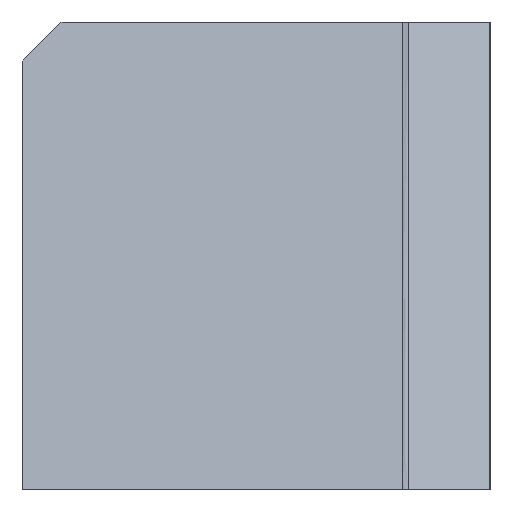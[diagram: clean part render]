
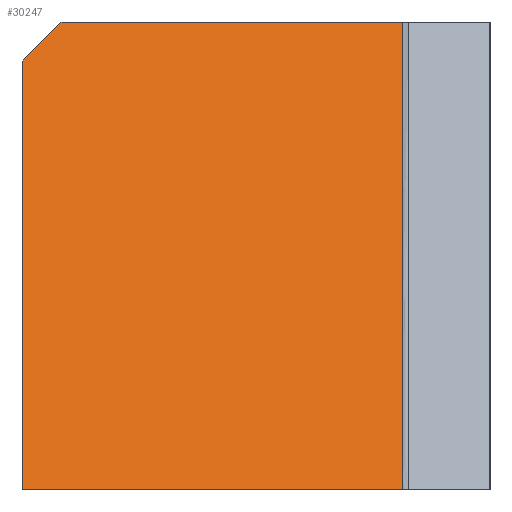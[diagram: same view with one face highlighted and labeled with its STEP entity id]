
A CAD part, left-side view. The second image highlights one B-rep face of the part: STEP entity #30247.
In plain terms, the highlighted planar face has unit normal (-0.943, 0, 0.334).
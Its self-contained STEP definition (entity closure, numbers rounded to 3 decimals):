
#32=CARTESIAN_POINT('',(-0.709,0.,-2.));
#33=VERTEX_POINT('',#32);
#34=CARTESIAN_POINT('',(-0.,-2.,0.));
#35=VERTEX_POINT('',#34);
#36=CARTESIAN_POINT('',(-0.709,0.,-2.));
#37=DIRECTION('',(0.243,-0.686,0.686));
#38=VECTOR('',#37,2.916);
#39=LINE('',#36,#38);
#40=EDGE_CURVE('',#33,#35,#39,.T.);
#81=CARTESIAN_POINT('',(-8.512,0.,-24.));
#82=VERTEX_POINT('',#81);
#89=CARTESIAN_POINT('',(-0.709,0.,-2.));
#90=DIRECTION('',(-0.334,0.,-0.942));
#91=VECTOR('',#90,23.343);
#92=LINE('',#89,#91);
#93=EDGE_CURVE('',#33,#82,#92,.T.);
#30005=CARTESIAN_POINT('',(-0.,-19.5,-0.));
#30006=VERTEX_POINT('',#30005);
#30015=CARTESIAN_POINT('',(-8.512,-19.5,-24.));
#30016=VERTEX_POINT('',#30015);
#30017=CARTESIAN_POINT('',(-0.,-19.5,0.));
#30018=DIRECTION('',(-0.334,0.,-0.942));
#30019=VECTOR('',#30018,25.465);
#30020=LINE('',#30017,#30019);
#30021=EDGE_CURVE('',#30006,#30016,#30020,.T.);
#30225=CARTESIAN_POINT('',(-0.,-19.5,0.));
#30226=DIRECTION('',(-0.942,0.,0.334));
#30227=DIRECTION('',(0.,1.,-0.));
#30228=AXIS2_PLACEMENT_3D('',#30225,#30226,#30227);
#30229=PLANE('',#30228);
#30230=ORIENTED_EDGE('',*,*,#40,.F.);
#30231=ORIENTED_EDGE('',*,*,#93,.T.);
#30232=CARTESIAN_POINT('',(-8.512,-19.5,-24.));
#30233=DIRECTION('',(0.,1.,0.));
#30234=VECTOR('',#30233,19.5);
#30235=LINE('',#30232,#30234);
#30236=EDGE_CURVE('',#30016,#82,#30235,.T.);
#30237=ORIENTED_EDGE('',*,*,#30236,.F.);
#30238=ORIENTED_EDGE('',*,*,#30021,.F.);
#30239=CARTESIAN_POINT('',(-0.,-2.,0.));
#30240=DIRECTION('',(-0.,-1.,0.));
#30241=VECTOR('',#30240,17.5);
#30242=LINE('',#30239,#30241);
#30243=EDGE_CURVE('',#35,#30006,#30242,.T.);
#30244=ORIENTED_EDGE('',*,*,#30243,.F.);
#30245=EDGE_LOOP('',(#30230,#30231,#30237,#30238,#30244));
#30246=FACE_BOUND('',#30245,.T.);
#30247=ADVANCED_FACE('',(#30246),#30229,.T.);
